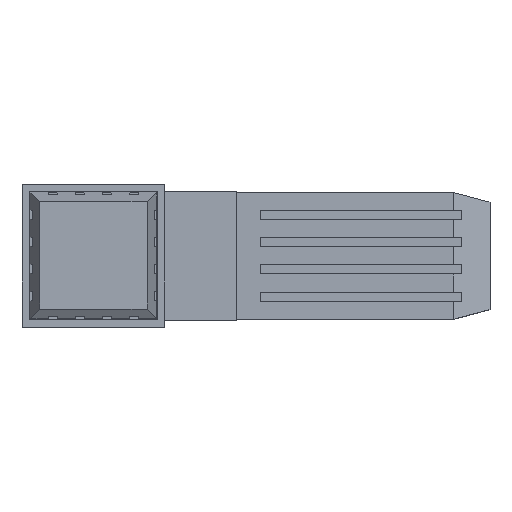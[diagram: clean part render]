
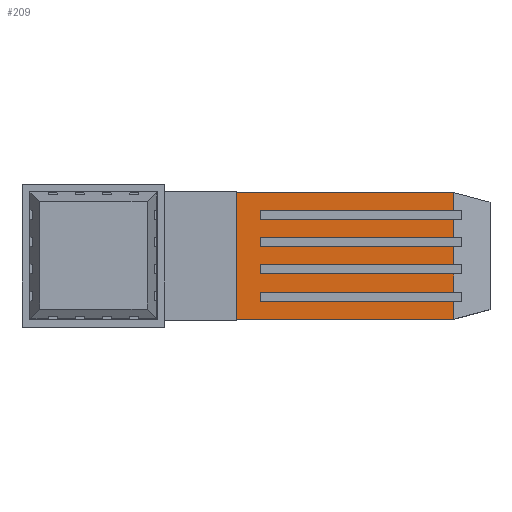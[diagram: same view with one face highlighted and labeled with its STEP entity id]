
A CAD part, top view. The second image highlights one B-rep face of the part: STEP entity #209.
In plain terms, the highlighted planar face has unit normal (0, 0, 1).
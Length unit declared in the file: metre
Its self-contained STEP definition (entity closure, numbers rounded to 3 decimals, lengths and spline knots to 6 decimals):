
#209=ADVANCED_FACE('',(#561),#562,.T.);
#561=FACE_OUTER_BOUND('',#1064,.T.);
#562=PLANE('',#1065);
#1064=EDGE_LOOP('',(#1590,#1591,#1592,#1593,#1594,#1595,#1596,#1597,#1598,#1599,#1600,#1601,#1602,#1603,#1604,#1605,#1606,#1607,#1608,#1609));
#1065=AXIS2_PLACEMENT_3D('',#1610,#1611,#1612);
#1590=ORIENTED_EDGE('',*,*,#3135,.T.);
#1591=ORIENTED_EDGE('',*,*,#3136,.T.);
#1592=ORIENTED_EDGE('',*,*,#3137,.T.);
#1593=ORIENTED_EDGE('',*,*,#3138,.T.);
#1594=ORIENTED_EDGE('',*,*,#3139,.T.);
#1595=ORIENTED_EDGE('',*,*,#3140,.T.);
#1596=ORIENTED_EDGE('',*,*,#3141,.T.);
#1597=ORIENTED_EDGE('',*,*,#3142,.T.);
#1598=ORIENTED_EDGE('',*,*,#3143,.T.);
#1599=ORIENTED_EDGE('',*,*,#3144,.T.);
#1600=ORIENTED_EDGE('',*,*,#3145,.T.);
#1601=ORIENTED_EDGE('',*,*,#3146,.T.);
#1602=ORIENTED_EDGE('',*,*,#3147,.T.);
#1603=ORIENTED_EDGE('',*,*,#3148,.T.);
#1604=ORIENTED_EDGE('',*,*,#3149,.F.);
#1605=ORIENTED_EDGE('',*,*,#3150,.F.);
#1606=ORIENTED_EDGE('',*,*,#3151,.F.);
#1607=ORIENTED_EDGE('',*,*,#3152,.T.);
#1608=ORIENTED_EDGE('',*,*,#3153,.T.);
#1609=ORIENTED_EDGE('',*,*,#3154,.T.);
#1610=CARTESIAN_POINT('',(0.059995,0.012535,0.023673));
#1611=DIRECTION('',(0.0,0.0,1.0));
#1612=DIRECTION('',(1.0,0.0,0.0));
#3135=EDGE_CURVE('',#3781,#3782,#3783,.T.);
#3136=EDGE_CURVE('',#3782,#3784,#3785,.T.);
#3137=EDGE_CURVE('',#3784,#3786,#3787,.T.);
#3138=EDGE_CURVE('',#3786,#3788,#3789,.T.);
#3139=EDGE_CURVE('',#3788,#3790,#3791,.T.);
#3140=EDGE_CURVE('',#3790,#3792,#3793,.T.);
#3141=EDGE_CURVE('',#3792,#3794,#3795,.T.);
#3142=EDGE_CURVE('',#3794,#3796,#3797,.T.);
#3143=EDGE_CURVE('',#3796,#3798,#3799,.T.);
#3144=EDGE_CURVE('',#3798,#3800,#3801,.T.);
#3145=EDGE_CURVE('',#3800,#3802,#3803,.T.);
#3146=EDGE_CURVE('',#3802,#3804,#3805,.T.);
#3147=EDGE_CURVE('',#3804,#3806,#3807,.T.);
#3148=EDGE_CURVE('',#3806,#3808,#3809,.T.);
#3149=EDGE_CURVE('',#3810,#3808,#3811,.T.);
#3150=EDGE_CURVE('',#3812,#3810,#3813,.T.);
#3151=EDGE_CURVE('',#3814,#3812,#3815,.T.);
#3152=EDGE_CURVE('',#3814,#3816,#3817,.T.);
#3153=EDGE_CURVE('',#3816,#3818,#3819,.T.);
#3154=EDGE_CURVE('',#3818,#3781,#3820,.T.);
#3781=VERTEX_POINT('',#4733);
#3782=VERTEX_POINT('',#4734);
#3783=LINE('',#4735,#4736);
#3784=VERTEX_POINT('',#4737);
#3785=LINE('',#4738,#4739);
#3786=VERTEX_POINT('',#4740);
#3787=LINE('',#4741,#4742);
#3788=VERTEX_POINT('',#4743);
#3789=LINE('',#4744,#4745);
#3790=VERTEX_POINT('',#4746);
#3791=LINE('',#4747,#4748);
#3792=VERTEX_POINT('',#4749);
#3793=LINE('',#4750,#4751);
#3794=VERTEX_POINT('',#4752);
#3795=LINE('',#4753,#4754);
#3796=VERTEX_POINT('',#4755);
#3797=LINE('',#4756,#4757);
#3798=VERTEX_POINT('',#4758);
#3799=LINE('',#4759,#4760);
#3800=VERTEX_POINT('',#4761);
#3801=LINE('',#4762,#4763);
#3802=VERTEX_POINT('',#4764);
#3803=LINE('',#4765,#4766);
#3804=VERTEX_POINT('',#4767);
#3805=LINE('',#4768,#4769);
#3806=VERTEX_POINT('',#4770);
#3807=LINE('',#4771,#4772);
#3808=VERTEX_POINT('',#4773);
#3809=LINE('',#4774,#4775);
#3810=VERTEX_POINT('',#4776);
#3811=LINE('',#4777,#4778);
#3812=VERTEX_POINT('',#4779);
#3813=LINE('',#4780,#4781);
#3814=VERTEX_POINT('',#4782);
#3815=LINE('',#4783,#4784);
#3816=VERTEX_POINT('',#4785);
#3817=LINE('',#4786,#4787);
#3818=VERTEX_POINT('',#4788);
#3819=LINE('',#4789,#4790);
#3820=LINE('',#4791,#4792);
#4733=CARTESIAN_POINT('',(0.041891,0.00617,0.023673));
#4734=CARTESIAN_POINT('',(0.07587,0.00617,0.023673));
#4735=CARTESIAN_POINT('',(0.062529,0.00617,0.023673));
#4736=VECTOR('',#6061,1.0);
#4737=CARTESIAN_POINT('',(0.07587,0.009355,0.023673));
#4738=CARTESIAN_POINT('',(0.07587,0.012535,0.023673));
#4739=VECTOR('',#6062,1.0);
#4740=CARTESIAN_POINT('',(0.041891,0.009355,0.023673));
#4741=CARTESIAN_POINT('',(0.062529,0.009355,0.023673));
#4742=VECTOR('',#6063,1.0);
#4743=CARTESIAN_POINT('',(0.041891,0.010943,0.023673));
#4744=CARTESIAN_POINT('',(0.041891,0.009355,0.023673));
#4745=VECTOR('',#6064,1.0);
#4746=CARTESIAN_POINT('',(0.07587,0.010943,0.023673));
#4747=CARTESIAN_POINT('',(0.062529,0.010943,0.023673));
#4748=VECTOR('',#6065,1.0);
#4749=CARTESIAN_POINT('',(0.07587,0.014128,0.023673));
#4750=CARTESIAN_POINT('',(0.07587,0.012535,0.023673));
#4751=VECTOR('',#6066,1.0);
#4752=CARTESIAN_POINT('',(0.041891,0.014128,0.023673));
#4753=CARTESIAN_POINT('',(0.062529,0.014128,0.023673));
#4754=VECTOR('',#6067,1.0);
#4755=CARTESIAN_POINT('',(0.041891,0.015716,0.023673));
#4756=CARTESIAN_POINT('',(0.041891,0.014128,0.023673));
#4757=VECTOR('',#6068,1.0);
#4758=CARTESIAN_POINT('',(0.07587,0.015716,0.023673));
#4759=CARTESIAN_POINT('',(0.062529,0.015716,0.023673));
#4760=VECTOR('',#6069,1.0);
#4761=CARTESIAN_POINT('',(0.07587,0.018901,0.023673));
#4762=CARTESIAN_POINT('',(0.07587,0.012535,0.023673));
#4763=VECTOR('',#6070,1.0);
#4764=CARTESIAN_POINT('',(0.041891,0.018901,0.023673));
#4765=CARTESIAN_POINT('',(0.062529,0.018901,0.023673));
#4766=VECTOR('',#6071,1.0);
#4767=CARTESIAN_POINT('',(0.041891,0.020488,0.023673));
#4768=CARTESIAN_POINT('',(0.041891,0.018901,0.023673));
#4769=VECTOR('',#6072,1.0);
#4770=CARTESIAN_POINT('',(0.07587,0.020488,0.023673));
#4771=CARTESIAN_POINT('',(0.062529,0.020488,0.023673));
#4772=VECTOR('',#6073,1.0);
#4773=CARTESIAN_POINT('',(0.07587,0.023673,0.023673));
#4774=CARTESIAN_POINT('',(0.07587,0.012535,0.023673));
#4775=VECTOR('',#6074,1.0);
#4776=CARTESIAN_POINT('',(0.03777,0.023673,0.023673));
#4777=CARTESIAN_POINT('',(0.059995,0.023673,0.023673));
#4778=VECTOR('',#6075,1.0);
#4779=CARTESIAN_POINT('',(0.03777,0.001397,0.023673));
#4780=CARTESIAN_POINT('',(0.03777,0.012535,0.023673));
#4781=VECTOR('',#6076,1.0);
#4782=CARTESIAN_POINT('',(0.07587,0.001397,0.023673));
#4783=CARTESIAN_POINT('',(0.059995,0.001397,0.023673));
#4784=VECTOR('',#6077,1.0);
#4785=CARTESIAN_POINT('',(0.07587,0.004583,0.023673));
#4786=CARTESIAN_POINT('',(0.07587,0.012535,0.023673));
#4787=VECTOR('',#6078,1.0);
#4788=CARTESIAN_POINT('',(0.041891,0.004583,0.023673));
#4789=CARTESIAN_POINT('',(0.062529,0.004583,0.023673));
#4790=VECTOR('',#6079,1.0);
#4791=CARTESIAN_POINT('',(0.041891,0.004583,0.023673));
#4792=VECTOR('',#6080,1.0);
#6061=DIRECTION('',(1.0,0.0,0.0));
#6062=DIRECTION('',(0.0,1.0,0.0));
#6063=DIRECTION('',(-1.0,0.0,0.0));
#6064=DIRECTION('',(0.0,1.0,0.0));
#6065=DIRECTION('',(1.0,0.0,0.0));
#6066=DIRECTION('',(0.0,1.0,0.0));
#6067=DIRECTION('',(-1.0,0.0,0.0));
#6068=DIRECTION('',(0.0,1.0,0.0));
#6069=DIRECTION('',(1.0,0.0,0.0));
#6070=DIRECTION('',(0.0,1.0,0.0));
#6071=DIRECTION('',(-1.0,0.0,0.0));
#6072=DIRECTION('',(0.0,1.0,0.0));
#6073=DIRECTION('',(1.0,0.0,0.0));
#6074=DIRECTION('',(0.0,1.0,0.0));
#6075=DIRECTION('',(1.0,0.0,0.0));
#6076=DIRECTION('',(0.0,1.0,0.0));
#6077=DIRECTION('',(-1.0,0.0,0.0));
#6078=DIRECTION('',(0.0,1.0,0.0));
#6079=DIRECTION('',(-1.0,0.0,0.0));
#6080=DIRECTION('',(0.0,1.0,0.0));
